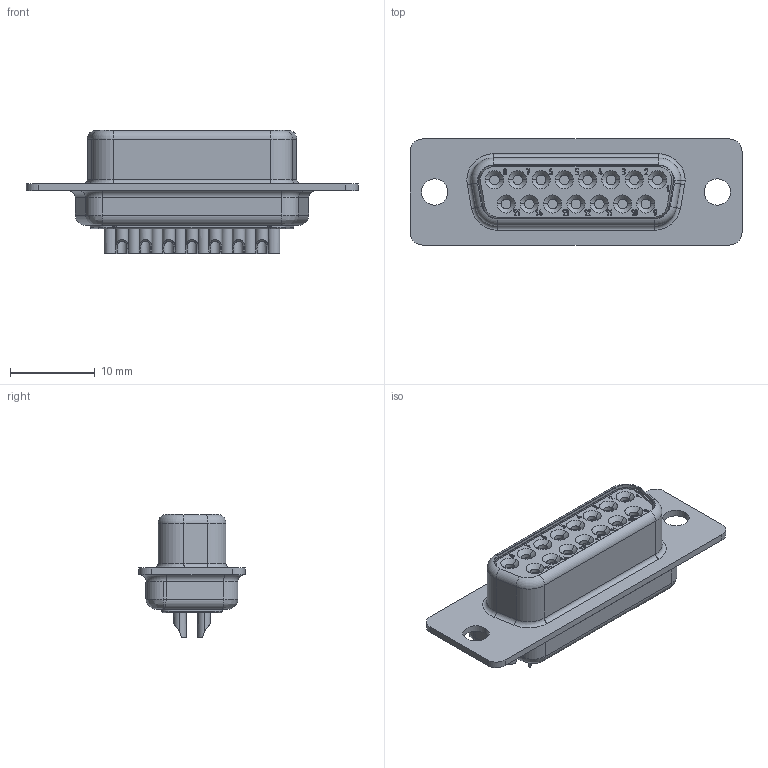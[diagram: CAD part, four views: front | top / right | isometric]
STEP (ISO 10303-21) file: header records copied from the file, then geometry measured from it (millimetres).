
FILE_DESCRIPTION(/* description */ (''),/* implementation_level */ '2;1');
FILE_NAME(/* name */ '100102317ugm000_b.stp',/* time_stamp */ '2018-04-16T10:48:37+02:00',/* author */ (''),/* organization */ (''),/* preprocessor_version */ 'ST-DEVELOPER v16',/* originating_system */ 'SIEMENS PLM Software NX 10.0',/* authorisation */ '');
FILE_SCHEMA (('AUTOMOTIVE_DESIGN { 1 0 10303 214 3 1 1 1 }'));
Products named in the file (1): 100102317ugm000_b
Bounding box: 39.1 x 12.5 x 14.51 mm (x, y, z)
Volume: 2671.2 mm3; surface area: 2174.9 mm2
Topology: 1 solids, 1 shells, 1288 faces, 3394 edges, 2210 vertices
Faces by surface type: plane 484, bspline 471, cylinder 225, cone 70, torus 24, sphere 8, extrusion 6
Full cylindrical faces by diameter (mm): 0.134 x1, 0.197 x1
Entity records: 63465 total; most frequent: CARTESIAN_POINT 26505, ORIENTED_EDGE 6724, DIRECTION 4428, EDGE_CURVE 3362, VERTEX_POINT 2209, VECTOR 1808, LINE 1802, EDGE_LOOP 1425
